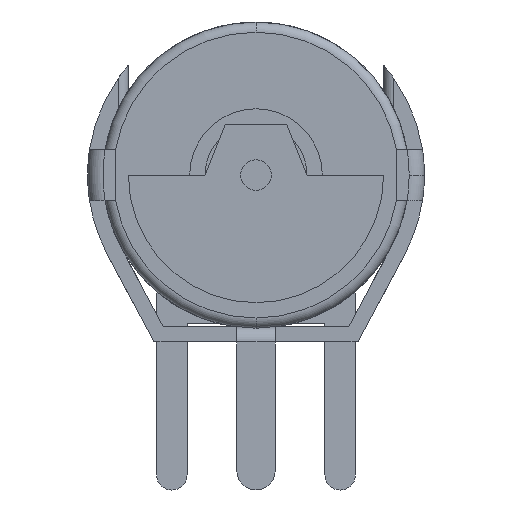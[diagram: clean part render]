
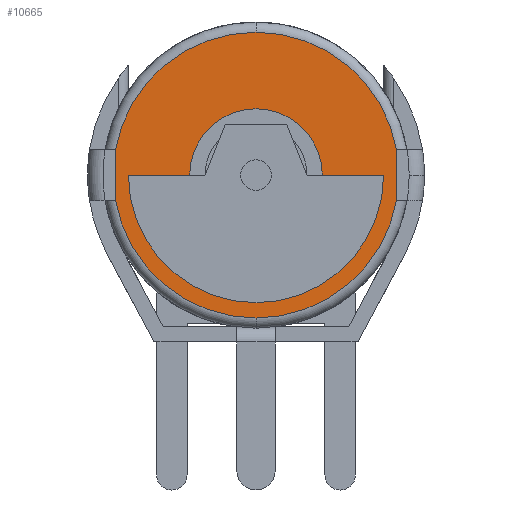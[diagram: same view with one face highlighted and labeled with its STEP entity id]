
A CAD part, front view. The second image highlights one B-rep face of the part: STEP entity #10665.
In plain terms, the highlighted planar face has unit normal (0, -1, 0).
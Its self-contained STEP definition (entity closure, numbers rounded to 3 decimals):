
#72 = CIRCLE ( 'NONE', #7439, 2.8 ) ;
#336 = CARTESIAN_POINT ( 'NONE',  ( 0., 0., 0. ) ) ;
#639 = VERTEX_POINT ( 'NONE', #7507 ) ;
#928 = DIRECTION ( 'NONE',  ( 0., -1., 0. ) ) ;
#1028 = EDGE_LOOP ( 'NONE', ( #5448, #9393 ) ) ;
#1318 = FACE_OUTER_BOUND ( 'NONE', #1028, .T. ) ;
#1676 = DIRECTION ( 'NONE',  ( 0., 0., 1. ) ) ;
#1742 = AXIS2_PLACEMENT_3D ( 'NONE', #9955, #928, #4950 ) ;
#2810 = ORIENTED_EDGE ( 'NONE', *, *, #4764, .F. ) ;
#3188 = DIRECTION ( 'NONE',  ( 0., 0., 1. ) ) ;
#3443 = CIRCLE ( 'NONE', #10834, 1.3 ) ;
#3710 = EDGE_CURVE ( 'NONE', #5629, #11118, #11432, .T. ) ;
#3842 = DIRECTION ( 'NONE',  ( 0., -1., 0. ) ) ;
#4287 = CARTESIAN_POINT ( 'NONE',  ( 0., 0., 2.8 ) ) ;
#4358 = DIRECTION ( 'NONE',  ( 0., 1., 0. ) ) ;
#4630 = CARTESIAN_POINT ( 'NONE',  ( 0., 0., -2.8 ) ) ;
#4764 = EDGE_CURVE ( 'NONE', #8281, #639, #7423, .T. ) ;
#4950 = DIRECTION ( 'NONE',  ( 0., 0., 1. ) ) ;
#5328 = FACE_BOUND ( 'NONE', #5963, .T. ) ;
#5448 = ORIENTED_EDGE ( 'NONE', *, *, #3710, .T. ) ;
#5472 = EDGE_CURVE ( 'NONE', #639, #8281, #3443, .T. ) ;
#5629 = VERTEX_POINT ( 'NONE', #4287 ) ;
#5741 = AXIS2_PLACEMENT_3D ( 'NONE', #8197, #12239, #3188 ) ;
#5963 = EDGE_LOOP ( 'NONE', ( #2810, #12782 ) ) ;
#6315 = AXIS2_PLACEMENT_3D ( 'NONE', #336, #4358, #8382 ) ;
#6496 = EDGE_CURVE ( 'NONE', #11118, #5629, #72, .T. ) ;
#6698 = CARTESIAN_POINT ( 'NONE',  ( 0., 0., 0. ) ) ;
#7423 = CIRCLE ( 'NONE', #1742, 1.3 ) ;
#7439 = AXIS2_PLACEMENT_3D ( 'NONE', #6698, #10735, #1676 ) ;
#7507 = CARTESIAN_POINT ( 'NONE',  ( 0., 0., -1.3 ) ) ;
#7875 = DIRECTION ( 'NONE',  ( 0., 0., 1. ) ) ;
#8197 = CARTESIAN_POINT ( 'NONE',  ( 0., 0., 0. ) ) ;
#8281 = VERTEX_POINT ( 'NONE', #9206 ) ;
#8382 = DIRECTION ( 'NONE',  ( 0., 0., 1. ) ) ;
#9206 = CARTESIAN_POINT ( 'NONE',  ( 0., 0., 1.3 ) ) ;
#9372 = PLANE ( 'NONE',  #6315 ) ;
#9393 = ORIENTED_EDGE ( 'NONE', *, *, #6496, .T. ) ;
#9955 = CARTESIAN_POINT ( 'NONE',  ( 0., 0., 0. ) ) ;
#10665 = ADVANCED_FACE ( 'NONE', ( #1318, #5328 ), #9372, .F. ) ;
#10735 = DIRECTION ( 'NONE',  ( 0., -1., 0. ) ) ;
#10834 = AXIS2_PLACEMENT_3D ( 'NONE', #12899, #3842, #7875 ) ;
#11118 = VERTEX_POINT ( 'NONE', #4630 ) ;
#11432 = CIRCLE ( 'NONE', #5741, 2.8 ) ;
#12239 = DIRECTION ( 'NONE',  ( 0., -1., 0. ) ) ;
#12782 = ORIENTED_EDGE ( 'NONE', *, *, #5472, .F. ) ;
#12899 = CARTESIAN_POINT ( 'NONE',  ( 0., 0., 0. ) ) ;
